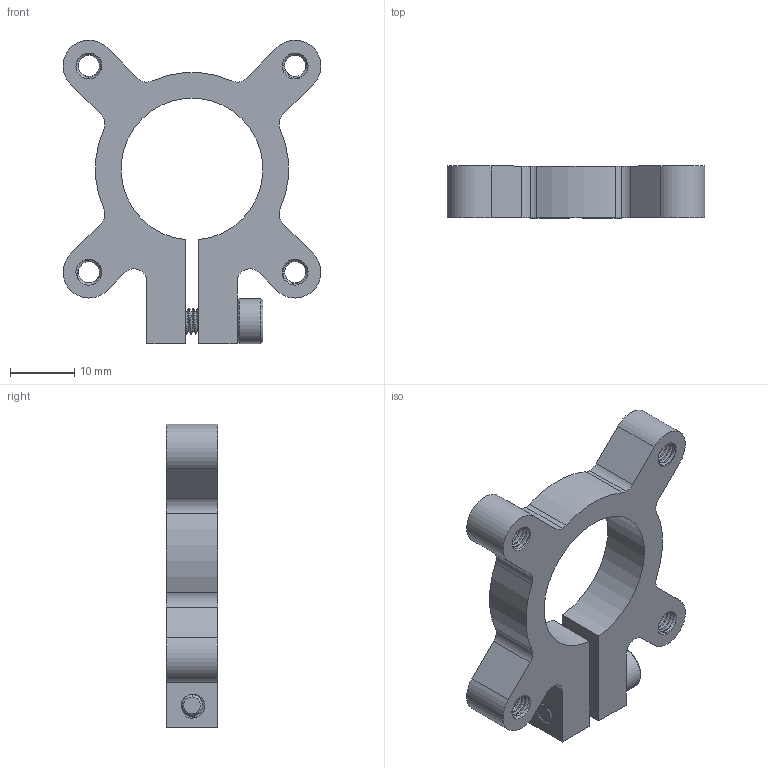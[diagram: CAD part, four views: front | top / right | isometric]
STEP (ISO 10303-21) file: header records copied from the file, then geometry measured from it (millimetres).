
FILE_DESCRIPTION (( 'STEP AP203' ), '1' );
FILE_NAME ('1302-0032-0022 assembly.STEP', '2017-04-19T20:42:15', ( '' ), ( '' ), 'SwSTEP 2.0', 'SolidWorks 2016', '' );
FILE_SCHEMA (( 'CONFIG_CONTROL_DESIGN' ));
Length unit declared in the file: inch
Products named in the file (3): 2800-0004-0014_90128A207; 1302-0032-0022; 1302-0032-0022 assembly
Assembly tree (2 placements, depth 2):
  1302-0032-0022 assembly
    1302-0032-0022
    2800-0004-0014_90128A207
Bounding box: 39.99 x 8 x 47.08 mm (x, y, z)
Volume: 6479.6 mm3; surface area: 5053.8 mm2
Topology: 2 solids, 2 shells, 407 faces, 1164 edges, 763 vertices
Faces by surface type: cylinder 330, cone 39, plane 26, bspline 12
Entity records: 28490 total; most frequent: CARTESIAN_POINT 19357, ORIENTED_EDGE 2328, DIRECTION 1443, EDGE_CURVE 1164, VERTEX_POINT 763, AXIS2_PLACEMENT_3D 523, EDGE_LOOP 421, FACE_OUTER_BOUND 407
